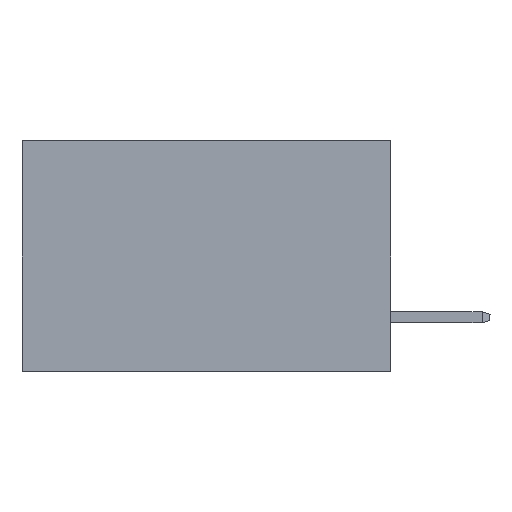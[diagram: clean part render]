
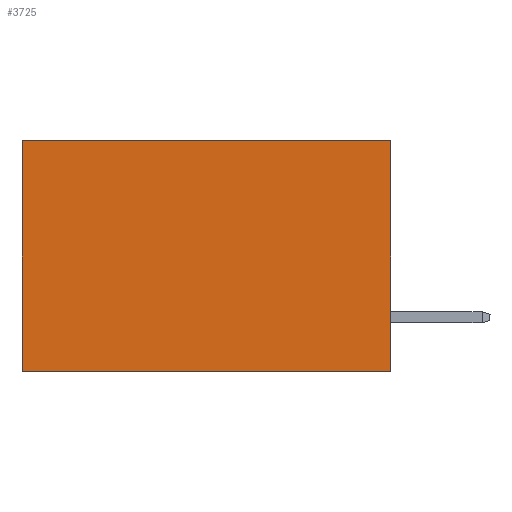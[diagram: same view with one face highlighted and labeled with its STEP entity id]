
A CAD part, left-side view. The second image highlights one B-rep face of the part: STEP entity #3725.
In plain terms, the highlighted planar face has unit normal (-1, 0, 0).
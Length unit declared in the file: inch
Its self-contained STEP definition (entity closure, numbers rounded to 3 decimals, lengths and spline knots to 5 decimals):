
#93 = CARTESIAN_POINT ( 'NONE',  ( 0.2875, 0.6, -0.375 ) ) ;
#392 = DIRECTION ( 'NONE',  ( 0., 1., 0. ) ) ;
#500 = VECTOR ( 'NONE', #3047, 39.37008 ) ;
#694 = CARTESIAN_POINT ( 'NONE',  ( 0.2875, 0., -0.375 ) ) ;
#1161 = ORIENTED_EDGE ( 'NONE', *, *, #2711, .T. ) ;
#1582 = CARTESIAN_POINT ( 'NONE',  ( 0.2875, 0., 0. ) ) ;
#1750 = EDGE_CURVE ( 'NONE', #5047, #6219, #7545, .T. ) ;
#1756 = ORIENTED_EDGE ( 'NONE', *, *, #4356, .F. ) ;
#2462 = EDGE_CURVE ( 'NONE', #3366, #7298, #7097, .T. ) ;
#2672 = VECTOR ( 'NONE', #392, 39.37008 ) ;
#2711 = EDGE_CURVE ( 'NONE', #5047, #3366, #6212, .T. ) ;
#3047 = DIRECTION ( 'NONE',  ( 0., 0., -1. ) ) ;
#3208 = DIRECTION ( 'NONE',  ( 0., 1., 0. ) ) ;
#3217 = DIRECTION ( 'NONE',  ( 0., 0., -1. ) ) ;
#3224 = EDGE_LOOP ( 'NONE', ( #6630, #1756, #5862, #1161 ) ) ;
#3248 = CARTESIAN_POINT ( 'NONE',  ( 0.2875, 0., 0. ) ) ;
#3366 = VERTEX_POINT ( 'NONE', #6193 ) ;
#3725 = ADVANCED_FACE ( 'NONE', ( #5725 ), #5016, .F. ) ;
#3961 = CARTESIAN_POINT ( 'NONE',  ( 0.2875, 0., -0.375 ) ) ;
#4342 = DIRECTION ( 'NONE',  ( 0., 0., -1. ) ) ;
#4356 = EDGE_CURVE ( 'NONE', #6219, #7298, #6381, .T. ) ;
#4501 = CARTESIAN_POINT ( 'NONE',  ( 0.2875, 0.6, -0.375 ) ) ;
#5016 = PLANE ( 'NONE',  #5443 ) ;
#5047 = VERTEX_POINT ( 'NONE', #3248 ) ;
#5240 = VECTOR ( 'NONE', #3217, 39.37008 ) ;
#5443 = AXIS2_PLACEMENT_3D ( 'NONE', #694, #7451, #4342 ) ;
#5534 = CARTESIAN_POINT ( 'NONE',  ( 0.2875, 0., -0.375 ) ) ;
#5725 = FACE_OUTER_BOUND ( 'NONE', #3224, .T. ) ;
#5862 = ORIENTED_EDGE ( 'NONE', *, *, #1750, .F. ) ;
#6178 = CARTESIAN_POINT ( 'NONE',  ( 0.2875, 0., -0.375 ) ) ;
#6193 = CARTESIAN_POINT ( 'NONE',  ( 0.2875, 0.6, 0. ) ) ;
#6212 = LINE ( 'NONE', #1582, #2672 ) ;
#6219 = VERTEX_POINT ( 'NONE', #3961 ) ;
#6381 = LINE ( 'NONE', #5534, #6579 ) ;
#6579 = VECTOR ( 'NONE', #3208, 39.37008 ) ;
#6630 = ORIENTED_EDGE ( 'NONE', *, *, #2462, .T. ) ;
#7097 = LINE ( 'NONE', #93, #5240 ) ;
#7298 = VERTEX_POINT ( 'NONE', #4501 ) ;
#7451 = DIRECTION ( 'NONE',  ( 1., 0., 0. ) ) ;
#7545 = LINE ( 'NONE', #6178, #500 ) ;
